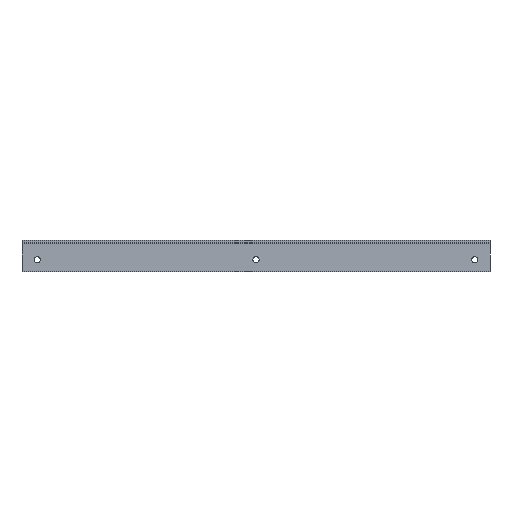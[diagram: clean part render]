
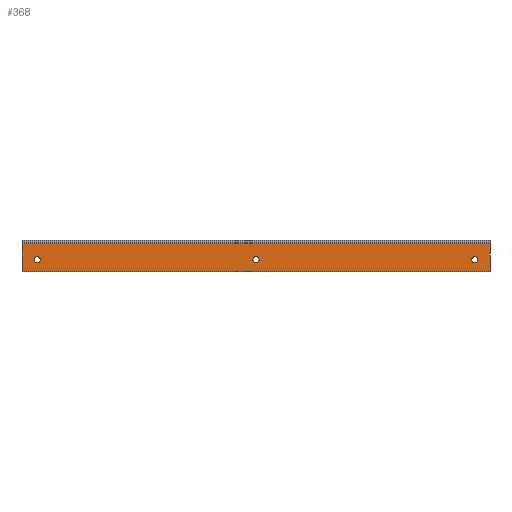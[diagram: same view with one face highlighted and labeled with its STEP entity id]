
A CAD part, top view. The second image highlights one B-rep face of the part: STEP entity #368.
In plain terms, the highlighted planar face has unit normal (0, 0, 1).
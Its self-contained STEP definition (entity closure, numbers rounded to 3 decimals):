
#47=DIRECTION('',(1.,0.,0.));
#48=VECTOR('',#47,620.);
#49=CARTESIAN_POINT('',(0.,0.,0.));
#50=LINE('',#49,#48);
#51=DIRECTION('',(0.,-1.,0.));
#52=VECTOR('',#51,37.);
#53=CARTESIAN_POINT('',(0.,37.,0.));
#54=LINE('',#53,#52);
#55=DIRECTION('',(0.,1.,0.));
#56=VECTOR('',#55,37.);
#57=CARTESIAN_POINT('',(620.,0.,0.));
#58=LINE('',#57,#56);
#59=CARTESIAN_POINT('',(20.,15.5,0.));
#60=DIRECTION('',(0.,0.,1.));
#61=DIRECTION('',(-1.,0.,0.));
#62=AXIS2_PLACEMENT_3D('',#59,#60,#61);
#64=CARTESIAN_POINT('',(20.,15.5,0.));
#65=DIRECTION('',(0.,0.,1.));
#66=DIRECTION('',(1.,0.,0.));
#67=AXIS2_PLACEMENT_3D('',#64,#65,#66);
#69=CARTESIAN_POINT('',(600.,15.5,0.));
#70=DIRECTION('',(0.,0.,1.));
#71=DIRECTION('',(-1.,0.,0.));
#72=AXIS2_PLACEMENT_3D('',#69,#70,#71);
#74=CARTESIAN_POINT('',(600.,15.5,0.));
#75=DIRECTION('',(0.,0.,1.));
#76=DIRECTION('',(1.,0.,0.));
#77=AXIS2_PLACEMENT_3D('',#74,#75,#76);
#79=CARTESIAN_POINT('',(310.,15.5,0.));
#80=DIRECTION('',(0.,0.,1.));
#81=DIRECTION('',(-1.,0.,0.));
#82=AXIS2_PLACEMENT_3D('',#79,#80,#81);
#84=CARTESIAN_POINT('',(310.,15.5,0.));
#85=DIRECTION('',(0.,0.,1.));
#86=DIRECTION('',(1.,0.,0.));
#87=AXIS2_PLACEMENT_3D('',#84,#85,#86);
#184=DIRECTION('',(1.,0.,0.));
#185=VECTOR('',#184,620.);
#186=CARTESIAN_POINT('',(0.,37.,0.));
#187=LINE('',#186,#185);
#271=CARTESIAN_POINT('',(0.,0.,0.));
#272=CARTESIAN_POINT('',(620.,0.,0.));
#273=VERTEX_POINT('',#271);
#274=VERTEX_POINT('',#272);
#295=CARTESIAN_POINT('',(0.,37.,0.));
#296=VERTEX_POINT('',#295);
#297=CARTESIAN_POINT('',(620.,37.,0.));
#298=VERTEX_POINT('',#297);
#299=CARTESIAN_POINT('',(15.9,15.5,0.));
#300=CARTESIAN_POINT('',(24.1,15.5,0.));
#301=VERTEX_POINT('',#299);
#302=VERTEX_POINT('',#300);
#303=CARTESIAN_POINT('',(595.9,15.5,0.));
#304=CARTESIAN_POINT('',(604.1,15.5,0.));
#305=VERTEX_POINT('',#303);
#306=VERTEX_POINT('',#304);
#307=CARTESIAN_POINT('',(305.9,15.5,0.));
#308=CARTESIAN_POINT('',(314.1,15.5,0.));
#309=VERTEX_POINT('',#307);
#310=VERTEX_POINT('',#308);
#335=CARTESIAN_POINT('',(0.,0.,0.));
#336=DIRECTION('',(0.,0.,1.));
#337=DIRECTION('',(1.,0.,0.));
#338=AXIS2_PLACEMENT_3D('',#335,#336,#337);
#339=PLANE('',#338);
#341=ORIENTED_EDGE('',*,*,#340,.F.);
#343=ORIENTED_EDGE('',*,*,#342,.F.);
#345=ORIENTED_EDGE('',*,*,#344,.T.);
#347=ORIENTED_EDGE('',*,*,#346,.F.);
#348=EDGE_LOOP('',(#341,#343,#345,#347));
#349=FACE_OUTER_BOUND('',#348,.F.);
#351=ORIENTED_EDGE('',*,*,#350,.T.);
#353=ORIENTED_EDGE('',*,*,#352,.T.);
#354=EDGE_LOOP('',(#351,#353));
#355=FACE_BOUND('',#354,.F.);
#357=ORIENTED_EDGE('',*,*,#356,.T.);
#359=ORIENTED_EDGE('',*,*,#358,.T.);
#360=EDGE_LOOP('',(#357,#359));
#361=FACE_BOUND('',#360,.F.);
#363=ORIENTED_EDGE('',*,*,#362,.T.);
#365=ORIENTED_EDGE('',*,*,#364,.T.);
#366=EDGE_LOOP('',(#363,#365));
#367=FACE_BOUND('',#366,.F.);
#368=ADVANCED_FACE('',(#349,#355,#361,#367),#339,.T.);
#63=CIRCLE('',#62,4.1);
#68=CIRCLE('',#67,4.1);
#73=CIRCLE('',#72,4.1);
#78=CIRCLE('',#77,4.1);
#83=CIRCLE('',#82,4.1);
#88=CIRCLE('',#87,4.1);
#340=EDGE_CURVE('',#273,#274,#50,.T.);
#342=EDGE_CURVE('',#296,#273,#54,.T.);
#344=EDGE_CURVE('',#296,#298,#187,.T.);
#346=EDGE_CURVE('',#274,#298,#58,.T.);
#350=EDGE_CURVE('',#301,#302,#63,.T.);
#352=EDGE_CURVE('',#302,#301,#68,.T.);
#356=EDGE_CURVE('',#305,#306,#73,.T.);
#358=EDGE_CURVE('',#306,#305,#78,.T.);
#362=EDGE_CURVE('',#309,#310,#83,.T.);
#364=EDGE_CURVE('',#310,#309,#88,.T.);
